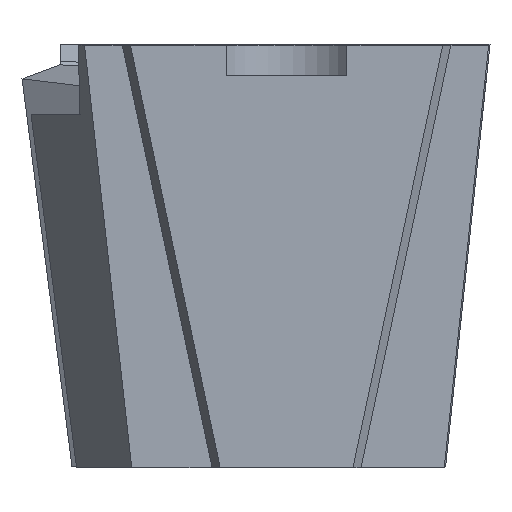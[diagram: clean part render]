
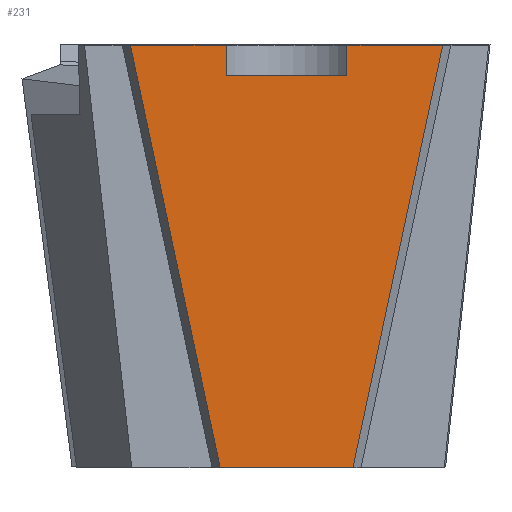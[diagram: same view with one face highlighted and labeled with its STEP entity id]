
A CAD part, left-side view. The second image highlights one B-rep face of the part: STEP entity #231.
In plain terms, the highlighted planar face has unit normal (-1, 0, 0).
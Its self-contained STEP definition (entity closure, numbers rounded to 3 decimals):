
#231=ADVANCED_FACE('',(#392),#310,.F.);
#310=PLANE('',#1959);
#392=FACE_OUTER_BOUND('',#493,.T.);
#493=EDGE_LOOP('',(#911,#912,#913,#914,#915,#916,#917,#918));
#911=ORIENTED_EDGE('',*,*,#1405,.F.);
#912=ORIENTED_EDGE('',*,*,#1406,.T.);
#913=ORIENTED_EDGE('',*,*,#1407,.F.);
#914=ORIENTED_EDGE('',*,*,#1408,.T.);
#915=ORIENTED_EDGE('',*,*,#1409,.F.);
#916=ORIENTED_EDGE('',*,*,#1410,.T.);
#917=ORIENTED_EDGE('',*,*,#1411,.F.);
#918=ORIENTED_EDGE('',*,*,#1412,.T.);
#1181=VERTEX_POINT('',#2896);
#1182=VERTEX_POINT('',#2897);
#1183=VERTEX_POINT('',#2899);
#1184=VERTEX_POINT('',#2901);
#1185=VERTEX_POINT('',#2903);
#1186=VERTEX_POINT('',#2905);
#1187=VERTEX_POINT('',#2907);
#1188=VERTEX_POINT('',#2909);
#1405=EDGE_CURVE('',#1181,#1182,#1615,.T.);
#1406=EDGE_CURVE('',#1181,#1183,#1616,.T.);
#1407=EDGE_CURVE('',#1184,#1183,#1617,.T.);
#1408=EDGE_CURVE('',#1184,#1185,#1618,.T.);
#1409=EDGE_CURVE('',#1186,#1185,#1619,.T.);
#1410=EDGE_CURVE('',#1186,#1187,#1620,.T.);
#1411=EDGE_CURVE('',#1188,#1187,#1621,.T.);
#1412=EDGE_CURVE('',#1188,#1182,#1622,.T.);
#1615=LINE('',#2895,#1807);
#1616=LINE('',#2898,#1808);
#1617=LINE('',#2900,#1809);
#1618=LINE('',#2902,#1810);
#1619=LINE('',#2904,#1811);
#1620=LINE('',#2906,#1812);
#1621=LINE('',#2908,#1813);
#1622=LINE('',#2910,#1814);
#1807=VECTOR('',#2372,1.);
#1808=VECTOR('',#2373,1.);
#1809=VECTOR('',#2374,1.);
#1810=VECTOR('',#2375,1.);
#1811=VECTOR('',#2376,1.);
#1812=VECTOR('',#2377,1.);
#1813=VECTOR('',#2378,1.);
#1814=VECTOR('',#2379,1.);
#1959=AXIS2_PLACEMENT_3D('',#2911,#2380,#2381);
#2372=DIRECTION('',(0.,1.,0.));
#2373=DIRECTION('',(0.,-0.208,0.978));
#2374=DIRECTION('',(0.,-1.,0.));
#2375=DIRECTION('',(0.,0.,-1.));
#2376=DIRECTION('',(0.,-1.,0.));
#2377=DIRECTION('',(0.,0.,1.));
#2378=DIRECTION('',(0.,-1.,0.));
#2379=DIRECTION('',(0.,-0.208,-0.978));
#2380=DIRECTION('',(1.,0.,0.));
#2381=DIRECTION('',(0.,0.,-1.));
#2895=CARTESIAN_POINT('',(-71.776,35.424,-59.005));
#2896=CARTESIAN_POINT('',(-71.776,-3.945,-59.005));
#2897=CARTESIAN_POINT('',(-71.776,18.066,-59.005));
#2898=CARTESIAN_POINT('',(-71.776,-16.479,-0.037));
#2899=CARTESIAN_POINT('',(-71.776,-18.824,10.995));
#2900=CARTESIAN_POINT('',(-71.776,35.424,10.995));
#2901=CARTESIAN_POINT('',(-71.776,-2.939,10.995));
#2902=CARTESIAN_POINT('',(-71.776,-2.939,5.995));
#2903=CARTESIAN_POINT('',(-71.776,-2.939,5.995));
#2904=CARTESIAN_POINT('',(-71.776,35.424,5.995));
#2905=CARTESIAN_POINT('',(-71.776,17.061,5.995));
#2906=CARTESIAN_POINT('',(-71.776,17.061,5.995));
#2907=CARTESIAN_POINT('',(-71.776,17.061,10.995));
#2908=CARTESIAN_POINT('',(-71.776,35.424,10.995));
#2909=CARTESIAN_POINT('',(-71.776,32.945,10.995));
#2910=CARTESIAN_POINT('',(-71.776,33.052,11.499));
#2911=CARTESIAN_POINT('',(-71.776,35.424,10.995));
